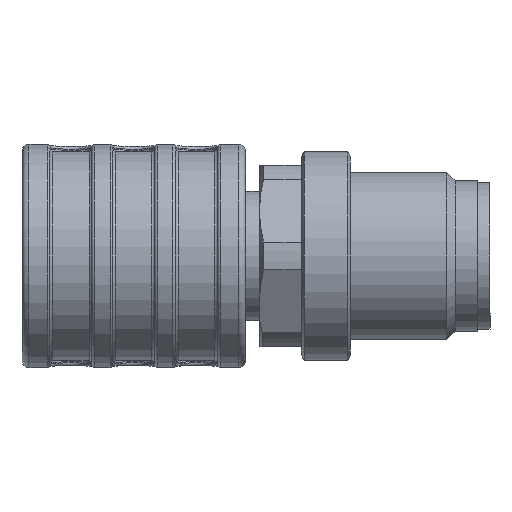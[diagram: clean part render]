
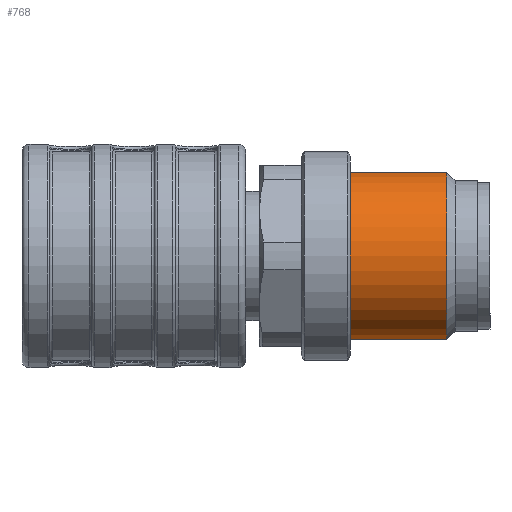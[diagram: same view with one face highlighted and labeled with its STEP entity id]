
A CAD part, front view. The second image highlights one B-rep face of the part: STEP entity #768.
In plain terms, the highlighted cylindrical face has radius 6 mm (diameter 12 mm), a full revolution.
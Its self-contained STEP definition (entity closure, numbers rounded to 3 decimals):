
#177=CYLINDRICAL_SURFACE('',#4702,6.);
#379=FACE_BOUND('',#1388,.T.);
#380=FACE_BOUND('',#1389,.T.);
#511=CIRCLE('',#4699,6.);
#512=CIRCLE('',#4701,6.);
#768=ADVANCED_FACE('',(#379,#380),#177,.T.);
#1388=EDGE_LOOP('',(#2147));
#1389=EDGE_LOOP('',(#2148));
#2147=ORIENTED_EDGE('',*,*,#3538,.F.);
#2148=ORIENTED_EDGE('',*,*,#3539,.T.);
#3030=VERTEX_POINT('',#7397);
#3031=VERTEX_POINT('',#7400);
#3538=EDGE_CURVE('',#3030,#3030,#511,.T.);
#3539=EDGE_CURVE('',#3031,#3031,#512,.T.);
#4699=AXIS2_PLACEMENT_3D('',#7396,#5536,#5537);
#4701=AXIS2_PLACEMENT_3D('',#7399,#5540,#5541);
#4702=AXIS2_PLACEMENT_3D('',#7401,#5542,#5543);
#5536=DIRECTION('',(1.,0.,0.));
#5537=DIRECTION('',(0.,-0.5,0.866));
#5540=DIRECTION('',(1.,0.,0.));
#5541=DIRECTION('',(0.,-0.866,0.5));
#5542=DIRECTION('',(1.,0.,0.));
#5543=DIRECTION('',(0.,0.5,-0.866));
#7396=CARTESIAN_POINT('',(143.901,-55.6,0.));
#7397=CARTESIAN_POINT('',(143.901,-58.6,5.196));
#7399=CARTESIAN_POINT('',(137.001,-55.6,0.));
#7400=CARTESIAN_POINT('',(137.001,-60.796,3.));
#7401=CARTESIAN_POINT('',(146.001,-55.6,0.));
